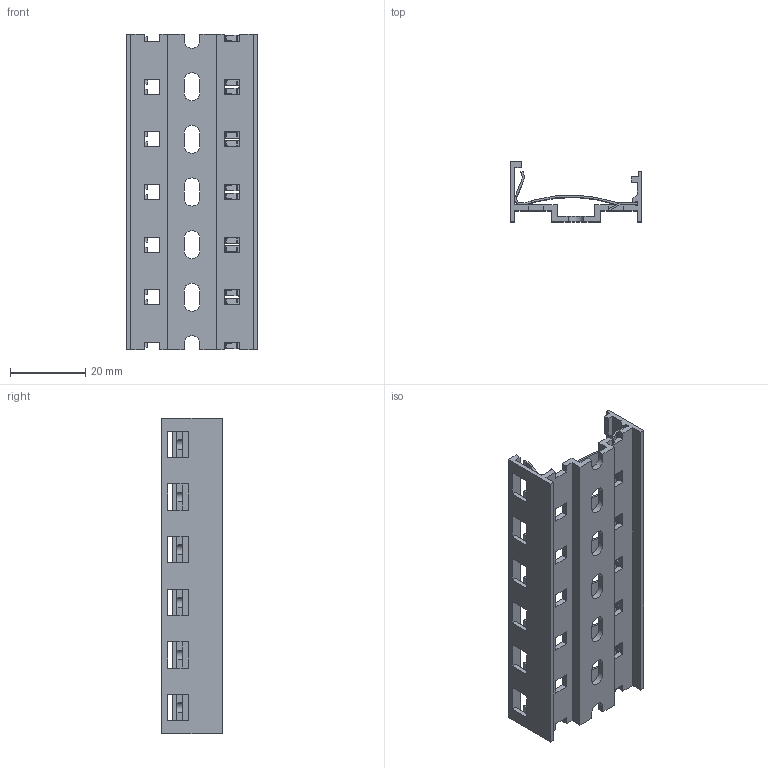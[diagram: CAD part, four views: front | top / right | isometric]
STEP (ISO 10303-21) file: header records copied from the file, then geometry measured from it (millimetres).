
FILE_DESCRIPTION((''),'2;1');
FILE_NAME('00175110600','2019-11-25T',('presta_be4'),(''),'CREO PARAMETRIC BY PTC INC, 2018360','CREO PARAMETRIC BY PTC INC, 2018360','');
FILE_SCHEMA(('CONFIG_CONTROL_DESIGN'));
Length unit declared in the file: millimetre
Products named in the file (1): 00175110600
Bounding box: 35 x 16 x 84 mm (x, y, z)
Volume: 8437.3 mm3; surface area: 15619.2 mm2
Topology: 1 solids, 1 shells, 739 faces, 2265 edges, 1496 vertices
Faces by surface type: plane 442, cylinder 297
Entity records: 29541 total; most frequent: CARTESIAN_POINT 9064, ORIENTED_EDGE 4530, DIRECTION 4047, EDGE_CURVE 2265, VECTOR 1513, LINE 1513, VERTEX_POINT 1496, AXIS2_PLACEMENT_3D 1267
